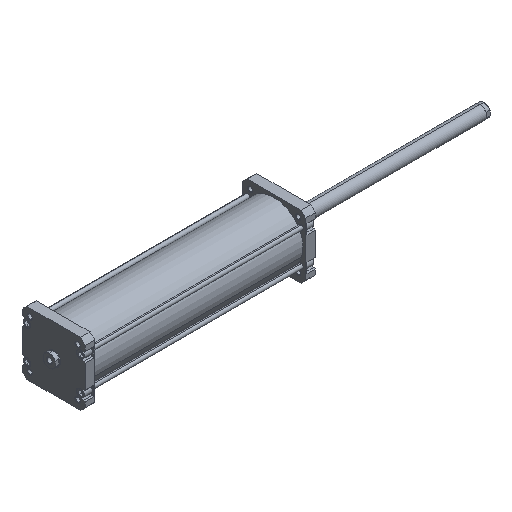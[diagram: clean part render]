
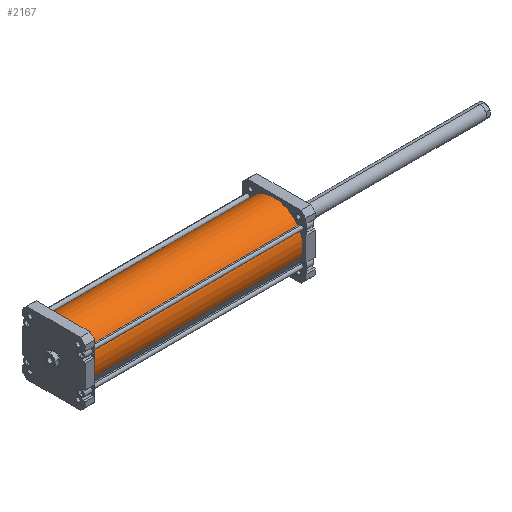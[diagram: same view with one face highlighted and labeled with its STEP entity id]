
A CAD part, isometric view. The second image highlights one B-rep face of the part: STEP entity #2167.
In plain terms, the highlighted cylindrical face has radius 66.5 mm (diameter 133 mm), a partial arc.
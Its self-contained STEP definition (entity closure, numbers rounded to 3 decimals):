
#32 = VERTEX_POINT ( 'NONE', #2636 ) ;
#33 = VERTEX_POINT ( 'NONE', #2635 ) ;
#34 = VERTEX_POINT ( 'NONE', #2634 ) ;
#35 = VERTEX_POINT ( 'NONE', #2633 ) ;
#1188 = FACE_OUTER_BOUND ( 'NONE', #3659, .T. ) ;
#1189 = CYLINDRICAL_SURFACE ( 'NONE', #3929, 66.5 ) ;
#1459 = VECTOR ( 'NONE', #5008, 1000. ) ;
#1462 = VECTOR ( 'NONE', #5012, 1000. ) ;
#1465 = LINE ( 'NONE', #4995, #1459 ) ;
#1467 = LINE ( 'NONE', #4989, #1462 ) ;
#1472 = CIRCLE ( 'NONE', #4044, 66.5 ) ;
#1476 = CIRCLE ( 'NONE', #4049, 66.5 ) ;
#2167 = ADVANCED_FACE ( 'NONE', ( #1188 ), #1189, .T. ) ;
#2633 = CARTESIAN_POINT ( 'NONE',  ( -66.5, 0., 484. ) ) ;
#2634 = CARTESIAN_POINT ( 'NONE',  ( 66.5, 0., 0. ) ) ;
#2635 = CARTESIAN_POINT ( 'NONE',  ( 66.5, 0., 484. ) ) ;
#2636 = CARTESIAN_POINT ( 'NONE',  ( -66.5, 0., 0. ) ) ;
#2912 = ORIENTED_EDGE ( 'NONE', *, *, #3069, .T. ) ;
#2917 = ORIENTED_EDGE ( 'NONE', *, *, #3062, .F. ) ;
#2939 = ORIENTED_EDGE ( 'NONE', *, *, #3064, .T. ) ;
#2941 = ORIENTED_EDGE ( 'NONE', *, *, #3067, .F. ) ;
#3062 = EDGE_CURVE ( 'NONE', #33, #34, #1465, .T. ) ;
#3064 = EDGE_CURVE ( 'NONE', #35, #32, #1467, .T. ) ;
#3067 = EDGE_CURVE ( 'NONE', #35, #33, #1472, .T. ) ;
#3069 = EDGE_CURVE ( 'NONE', #32, #34, #1476, .T. ) ;
#3659 = EDGE_LOOP ( 'NONE', ( #2917, #2941, #2939, #2912 ) ) ;
#3929 = AXIS2_PLACEMENT_3D ( 'NONE', #4220, #4214, #4221 ) ;
#4044 = AXIS2_PLACEMENT_3D ( 'NONE', #5013, #5020, #5021 ) ;
#4049 = AXIS2_PLACEMENT_3D ( 'NONE', #5019, #5026, #5027 ) ;
#4214 = DIRECTION ( 'NONE',  ( 0., 0., -1. ) ) ;
#4220 = CARTESIAN_POINT ( 'NONE',  ( 0., 0., 484. ) ) ;
#4221 = DIRECTION ( 'NONE',  ( -1., 0., 0. ) ) ;
#4989 = CARTESIAN_POINT ( 'NONE',  ( -66.5, 0., 484. ) ) ;
#4995 = CARTESIAN_POINT ( 'NONE',  ( 66.5, 0., 484. ) ) ;
#5008 = DIRECTION ( 'NONE',  ( 0., 0., -1. ) ) ;
#5012 = DIRECTION ( 'NONE',  ( 0., 0., -1. ) ) ;
#5013 = CARTESIAN_POINT ( 'NONE',  ( 0., 0., 484. ) ) ;
#5019 = CARTESIAN_POINT ( 'NONE',  ( 0., 0., 0. ) ) ;
#5020 = DIRECTION ( 'NONE',  ( 0., 0., 1. ) ) ;
#5021 = DIRECTION ( 'NONE',  ( 1., 0., 0. ) ) ;
#5026 = DIRECTION ( 'NONE',  ( 0., 0., 1. ) ) ;
#5027 = DIRECTION ( 'NONE',  ( 1., 0., 0. ) ) ;
